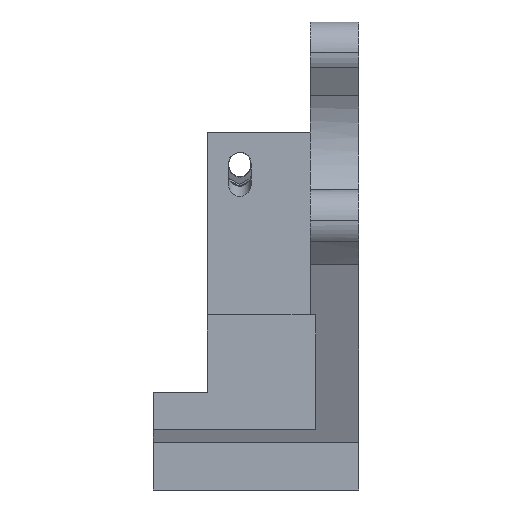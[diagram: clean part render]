
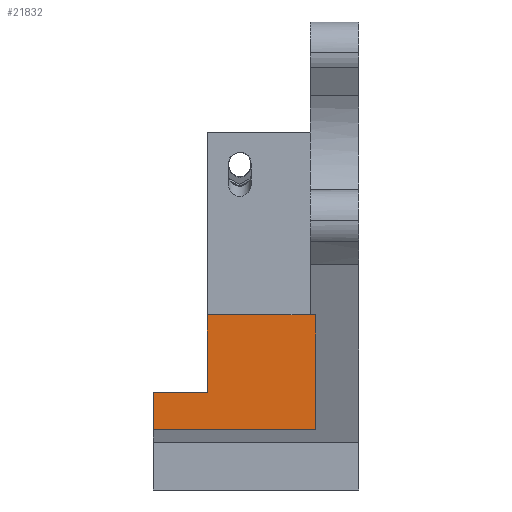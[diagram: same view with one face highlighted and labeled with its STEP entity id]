
A CAD part, front view. The second image highlights one B-rep face of the part: STEP entity #21832.
In plain terms, the highlighted planar face has unit normal (0, -1, 0).
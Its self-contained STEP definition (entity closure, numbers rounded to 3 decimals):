
#7419 = PLANE('',#7420);
#7420 = AXIS2_PLACEMENT_3D('',#7421,#7422,#7423);
#7421 = CARTESIAN_POINT('',(-7.452,-14.305,5.576));
#7422 = DIRECTION('',(-1.,0.,0.));
#7423 = DIRECTION('',(0.,0.,1.));
#11798 = PLANE('',#11799);
#11799 = AXIS2_PLACEMENT_3D('',#11800,#11801,#11802);
#11800 = CARTESIAN_POINT('',(-17.452,-2.164,25.911));
#11801 = DIRECTION('',(0.,0.,-1.));
#11802 = DIRECTION('',(-1.,0.,-0.));
#11826 = PLANE('',#11827);
#11827 = AXIS2_PLACEMENT_3D('',#11828,#11829,#11830);
#11828 = CARTESIAN_POINT('',(12.548,-2.164,25.911));
#11829 = DIRECTION('',(-1.,0.,0.));
#11830 = DIRECTION('',(0.,0.,1.));
#11854 = PLANE('',#11855);
#11855 = AXIS2_PLACEMENT_3D('',#11856,#11857,#11858);
#11856 = CARTESIAN_POINT('',(-17.452,-34.4,4.716));
#11857 = DIRECTION('',(0.,0.,1.));
#11858 = DIRECTION('',(1.,0.,-0.));
#11882 = PLANE('',#11883);
#11883 = AXIS2_PLACEMENT_3D('',#11884,#11885,#11886);
#11884 = CARTESIAN_POINT('',(-17.452,12.672,11.576));
#11885 = DIRECTION('',(1.,0.,-0.));
#11886 = DIRECTION('',(-0.,0.,-1.));
#16048 = VERTEX_POINT('',#16049);
#16049 = CARTESIAN_POINT('',(12.548,-2.164,4.716));
#16072 = VERTEX_POINT('',#16073);
#16073 = CARTESIAN_POINT('',(12.548,-2.164,25.911));
#16094 = EDGE_CURVE('',#16072,#16048,#16095,.T.);
#16095 = SURFACE_CURVE('',#16096,(#16100,#16107),.PCURVE_S1.);
#16096 = LINE('',#16097,#16098);
#16097 = CARTESIAN_POINT('',(12.548,-2.164,25.911));
#16098 = VECTOR('',#16099,1.);
#16099 = DIRECTION('',(-0.,-0.,-1.));
#16100 = PCURVE('',#11826,#16101);
#16101 = DEFINITIONAL_REPRESENTATION('',(#16102),#16106);
#16102 = LINE('',#16103,#16104);
#16103 = CARTESIAN_POINT('',(0.,0.));
#16104 = VECTOR('',#16105,1.);
#16105 = DIRECTION('',(-1.,0.));
#16106 = ( GEOMETRIC_REPRESENTATION_CONTEXT(2) 
PARAMETRIC_REPRESENTATION_CONTEXT() REPRESENTATION_CONTEXT('2D SPACE',''
  ) );
#16107 = PCURVE('',#16108,#16113);
#16108 = PLANE('',#16109);
#16109 = AXIS2_PLACEMENT_3D('',#16110,#16111,#16112);
#16110 = CARTESIAN_POINT('',(-17.452,-2.164,4.716));
#16111 = DIRECTION('',(0.,-1.,0.));
#16112 = DIRECTION('',(0.,-0.,-1.));
#16113 = DEFINITIONAL_REPRESENTATION('',(#16114),#16118);
#16114 = LINE('',#16115,#16116);
#16115 = CARTESIAN_POINT('',(-21.196,30.));
#16116 = VECTOR('',#16117,1.);
#16117 = DIRECTION('',(1.,0.));
#16118 = ( GEOMETRIC_REPRESENTATION_CONTEXT(2) 
PARAMETRIC_REPRESENTATION_CONTEXT() REPRESENTATION_CONTEXT('2D SPACE',''
  ) );
#16124 = EDGE_CURVE('',#16048,#16125,#16127,.T.);
#16125 = VERTEX_POINT('',#16126);
#16126 = CARTESIAN_POINT('',(-17.452,-2.164,4.716));
#16127 = SURFACE_CURVE('',#16128,(#16132,#16139),.PCURVE_S1.);
#16128 = LINE('',#16129,#16130);
#16129 = CARTESIAN_POINT('',(-17.452,-2.164,4.716));
#16130 = VECTOR('',#16131,1.);
#16131 = DIRECTION('',(-1.,-0.,0.));
#16132 = PCURVE('',#11854,#16133);
#16133 = DEFINITIONAL_REPRESENTATION('',(#16134),#16138);
#16134 = LINE('',#16135,#16136);
#16135 = CARTESIAN_POINT('',(0.,32.236));
#16136 = VECTOR('',#16137,1.);
#16137 = DIRECTION('',(-1.,0.));
#16138 = ( GEOMETRIC_REPRESENTATION_CONTEXT(2) 
PARAMETRIC_REPRESENTATION_CONTEXT() REPRESENTATION_CONTEXT('2D SPACE',''
  ) );
#16139 = PCURVE('',#16108,#16140);
#16140 = DEFINITIONAL_REPRESENTATION('',(#16141),#16145);
#16141 = LINE('',#16142,#16143);
#16142 = CARTESIAN_POINT('',(0.,0.));
#16143 = VECTOR('',#16144,1.);
#16144 = DIRECTION('',(-0.,-1.));
#16145 = ( GEOMETRIC_REPRESENTATION_CONTEXT(2) 
PARAMETRIC_REPRESENTATION_CONTEXT() REPRESENTATION_CONTEXT('2D SPACE',''
  ) );
#16176 = EDGE_CURVE('',#16177,#16125,#16179,.T.);
#16177 = VERTEX_POINT('',#16178);
#16178 = CARTESIAN_POINT('',(-17.452,-2.164,11.576));
#16179 = SURFACE_CURVE('',#16180,(#16184,#16191),.PCURVE_S1.);
#16180 = LINE('',#16181,#16182);
#16181 = CARTESIAN_POINT('',(-17.452,-2.164,11.576));
#16182 = VECTOR('',#16183,1.);
#16183 = DIRECTION('',(-0.,0.,-1.));
#16184 = PCURVE('',#11882,#16185);
#16185 = DEFINITIONAL_REPRESENTATION('',(#16186),#16190);
#16186 = LINE('',#16187,#16188);
#16187 = CARTESIAN_POINT('',(-0.,-14.836));
#16188 = VECTOR('',#16189,1.);
#16189 = DIRECTION('',(1.,0.));
#16190 = ( GEOMETRIC_REPRESENTATION_CONTEXT(2) 
PARAMETRIC_REPRESENTATION_CONTEXT() REPRESENTATION_CONTEXT('2D SPACE',''
  ) );
#16191 = PCURVE('',#16108,#16192);
#16192 = DEFINITIONAL_REPRESENTATION('',(#16193),#16197);
#16193 = LINE('',#16194,#16195);
#16194 = CARTESIAN_POINT('',(-6.86,0.));
#16195 = VECTOR('',#16196,1.);
#16196 = DIRECTION('',(1.,0.));
#16197 = ( GEOMETRIC_REPRESENTATION_CONTEXT(2) 
PARAMETRIC_REPRESENTATION_CONTEXT() REPRESENTATION_CONTEXT('2D SPACE',''
  ) );
#16215 = PLANE('',#16216);
#16216 = AXIS2_PLACEMENT_3D('',#16217,#16218,#16219);
#16217 = CARTESIAN_POINT('',(-17.452,12.672,11.576));
#16218 = DIRECTION('',(-0.,0.,1.));
#16219 = DIRECTION('',(0.,-1.,0.));
#20995 = VERTEX_POINT('',#20996);
#20996 = CARTESIAN_POINT('',(-7.452,-2.164,25.911));
#21017 = EDGE_CURVE('',#20995,#16072,#21018,.T.);
#21018 = SURFACE_CURVE('',#21019,(#21023,#21030),.PCURVE_S1.);
#21019 = LINE('',#21020,#21021);
#21020 = CARTESIAN_POINT('',(-17.452,-2.164,25.911));
#21021 = VECTOR('',#21022,1.);
#21022 = DIRECTION('',(1.,-0.,0.));
#21023 = PCURVE('',#11798,#21024);
#21024 = DEFINITIONAL_REPRESENTATION('',(#21025),#21029);
#21025 = LINE('',#21026,#21027);
#21026 = CARTESIAN_POINT('',(0.,0.));
#21027 = VECTOR('',#21028,1.);
#21028 = DIRECTION('',(-1.,0.));
#21029 = ( GEOMETRIC_REPRESENTATION_CONTEXT(2) 
PARAMETRIC_REPRESENTATION_CONTEXT() REPRESENTATION_CONTEXT('2D SPACE',''
  ) );
#21030 = PCURVE('',#16108,#21031);
#21031 = DEFINITIONAL_REPRESENTATION('',(#21032),#21036);
#21032 = LINE('',#21033,#21034);
#21033 = CARTESIAN_POINT('',(-21.196,0.));
#21034 = VECTOR('',#21035,1.);
#21035 = DIRECTION('',(0.,1.));
#21036 = ( GEOMETRIC_REPRESENTATION_CONTEXT(2) 
PARAMETRIC_REPRESENTATION_CONTEXT() REPRESENTATION_CONTEXT('2D SPACE',''
  ) );
#21832 = ADVANCED_FACE('',(#21833),#16108,.T.);
#21833 = FACE_BOUND('',#21834,.T.);
#21834 = EDGE_LOOP('',(#21835,#21858,#21879,#21880,#21881,#21882));
#21835 = ORIENTED_EDGE('',*,*,#21836,.T.);
#21836 = EDGE_CURVE('',#20995,#21837,#21839,.T.);
#21837 = VERTEX_POINT('',#21838);
#21838 = CARTESIAN_POINT('',(-7.452,-2.164,11.576));
#21839 = SURFACE_CURVE('',#21840,(#21844,#21851),.PCURVE_S1.);
#21840 = LINE('',#21841,#21842);
#21841 = CARTESIAN_POINT('',(-7.452,-2.164,4.716));
#21842 = VECTOR('',#21843,1.);
#21843 = DIRECTION('',(0.,-0.,-1.));
#21844 = PCURVE('',#16108,#21845);
#21845 = DEFINITIONAL_REPRESENTATION('',(#21846),#21850);
#21846 = LINE('',#21847,#21848);
#21847 = CARTESIAN_POINT('',(0.,10.));
#21848 = VECTOR('',#21849,1.);
#21849 = DIRECTION('',(1.,0.));
#21850 = ( GEOMETRIC_REPRESENTATION_CONTEXT(2) 
PARAMETRIC_REPRESENTATION_CONTEXT() REPRESENTATION_CONTEXT('2D SPACE',''
  ) );
#21851 = PCURVE('',#7419,#21852);
#21852 = DEFINITIONAL_REPRESENTATION('',(#21853),#21857);
#21853 = LINE('',#21854,#21855);
#21854 = CARTESIAN_POINT('',(-0.86,12.141));
#21855 = VECTOR('',#21856,1.);
#21856 = DIRECTION('',(-1.,0.));
#21857 = ( GEOMETRIC_REPRESENTATION_CONTEXT(2) 
PARAMETRIC_REPRESENTATION_CONTEXT() REPRESENTATION_CONTEXT('2D SPACE',''
  ) );
#21858 = ORIENTED_EDGE('',*,*,#21859,.T.);
#21859 = EDGE_CURVE('',#21837,#16177,#21860,.T.);
#21860 = SURFACE_CURVE('',#21861,(#21865,#21872),.PCURVE_S1.);
#21861 = LINE('',#21862,#21863);
#21862 = CARTESIAN_POINT('',(-17.452,-2.164,11.576));
#21863 = VECTOR('',#21864,1.);
#21864 = DIRECTION('',(-1.,-0.,-0.));
#21865 = PCURVE('',#16108,#21866);
#21866 = DEFINITIONAL_REPRESENTATION('',(#21867),#21871);
#21867 = LINE('',#21868,#21869);
#21868 = CARTESIAN_POINT('',(-6.86,0.));
#21869 = VECTOR('',#21870,1.);
#21870 = DIRECTION('',(0.,-1.));
#21871 = ( GEOMETRIC_REPRESENTATION_CONTEXT(2) 
PARAMETRIC_REPRESENTATION_CONTEXT() REPRESENTATION_CONTEXT('2D SPACE',''
  ) );
#21872 = PCURVE('',#16215,#21873);
#21873 = DEFINITIONAL_REPRESENTATION('',(#21874),#21878);
#21874 = LINE('',#21875,#21876);
#21875 = CARTESIAN_POINT('',(14.836,0.));
#21876 = VECTOR('',#21877,1.);
#21877 = DIRECTION('',(0.,-1.));
#21878 = ( GEOMETRIC_REPRESENTATION_CONTEXT(2) 
PARAMETRIC_REPRESENTATION_CONTEXT() REPRESENTATION_CONTEXT('2D SPACE',''
  ) );
#21879 = ORIENTED_EDGE('',*,*,#16176,.T.);
#21880 = ORIENTED_EDGE('',*,*,#16124,.F.);
#21881 = ORIENTED_EDGE('',*,*,#16094,.F.);
#21882 = ORIENTED_EDGE('',*,*,#21017,.F.);
